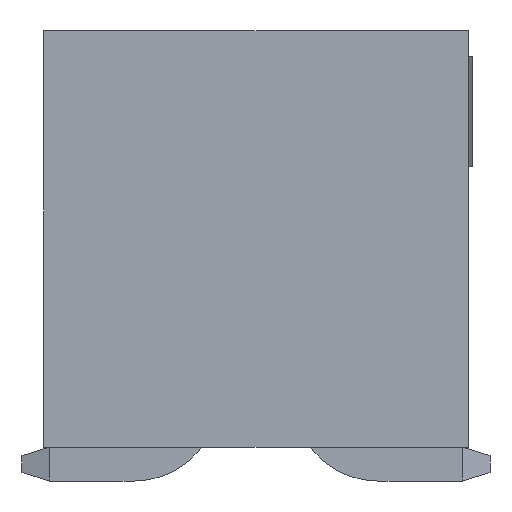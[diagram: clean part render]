
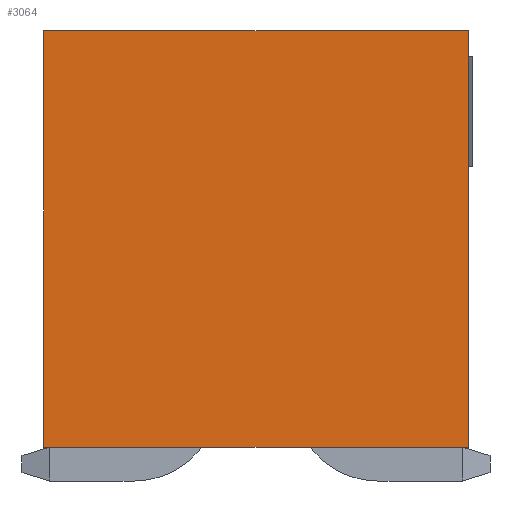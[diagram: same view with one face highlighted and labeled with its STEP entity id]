
A CAD part, left-side view. The second image highlights one B-rep face of the part: STEP entity #3064.
In plain terms, the highlighted planar face has unit normal (-1, 0, 0).
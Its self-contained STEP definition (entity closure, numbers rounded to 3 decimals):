
#527=ORIENTED_EDGE('',*,*,#1136,.F.);
#528=ORIENTED_EDGE('',*,*,#1124,.F.);
#529=ORIENTED_EDGE('',*,*,#953,.T.);
#530=ORIENTED_EDGE('',*,*,#1220,.T.);
#953=EDGE_CURVE('',#1390,#1389,#1669,.T.);
#1124=EDGE_CURVE('',#1390,#1510,#1840,.T.);
#1136=EDGE_CURVE('',#1510,#1517,#1852,.T.);
#1220=EDGE_CURVE('',#1389,#1517,#1936,.T.);
#1389=VERTEX_POINT('',#4127);
#1390=VERTEX_POINT('',#4129);
#1510=VERTEX_POINT('',#4465);
#1517=VERTEX_POINT('',#4485);
#1669=LINE('',#4128,#2101);
#1840=LINE('',#4464,#2272);
#1852=LINE('',#4484,#2284);
#1936=LINE('',#4650,#2368);
#2101=VECTOR('',#3354,1000.);
#2272=VECTOR('',#3615,1000.);
#2284=VECTOR('',#3629,1000.);
#2368=VECTOR('',#3753,1000.);
#2602=EDGE_LOOP('',(#527,#528,#529,#530));
#2764=FACE_BOUND('',#2602,.T.);
#2915=PLANE('',#3242);
#3064=ADVANCED_FACE('',(#2764),#2915,.T.);
#3242=AXIS2_PLACEMENT_3D('',#4651,#3754,#3755);
#3354=DIRECTION('',(0.,0.,1.));
#3615=DIRECTION('',(0.,1.,0.));
#3629=DIRECTION('',(0.,0.,1.));
#3753=DIRECTION('',(0.,1.,0.));
#3754=DIRECTION('',(-1.,0.,0.));
#3755=DIRECTION('',(0.,0.,1.));
#4127=CARTESIAN_POINT('',(-6.35,-2.5,2.45));
#4128=CARTESIAN_POINT('',(-6.35,-2.5,-2.45));
#4129=CARTESIAN_POINT('',(-6.35,-2.5,-2.45));
#4464=CARTESIAN_POINT('',(-6.35,-2.5,-2.45));
#4465=CARTESIAN_POINT('',(-6.35,2.5,-2.45));
#4484=CARTESIAN_POINT('',(-6.35,2.5,-2.45));
#4485=CARTESIAN_POINT('',(-6.35,2.5,2.45));
#4650=CARTESIAN_POINT('',(-6.35,-2.5,2.45));
#4651=CARTESIAN_POINT('',(-6.35,-2.5,-2.45));
